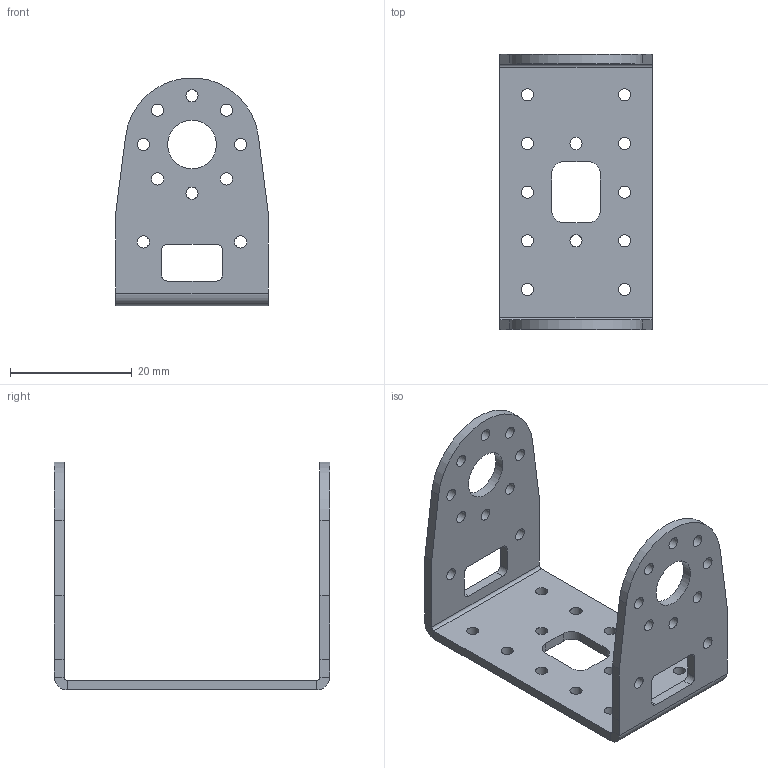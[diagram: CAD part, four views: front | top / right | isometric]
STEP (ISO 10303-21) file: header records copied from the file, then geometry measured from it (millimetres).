
FILE_DESCRIPTION((''),'2;1');
FILE_NAME('F2 Bracket.stp','2013-05-14T15:04:17',('Andrew'),(''),'Autodesk Inventor 2012','Autodesk Inventor 2012','');
FILE_SCHEMA(('AUTOMOTIVE_DESIGN { 1 0 10303 214 1 1 1 1 }'));
Length unit declared in the file: millimetre
Products named in the file (1): F2 Bracket
Bounding box: 25 x 45.17 x 37.41 mm (x, y, z)
Volume: 3648.6 mm3; surface area: 5551.6 mm2
Topology: 1 solids, 1 shells, 88 faces, 242 edges, 156 vertices
Faces by surface type: cylinder 52, plane 36
Full cylindrical faces by diameter (mm): 2 x32, 8 x2
Entity records: 2826 total; most frequent: DIRECTION 490, CARTESIAN_POINT 453, ORIENTED_EDGE 416, EDGE_CURVE 208, EDGE_LOOP 196, AXIS2_PLACEMENT_3D 193, VERTEX_POINT 156, FACE_BOUND 108
